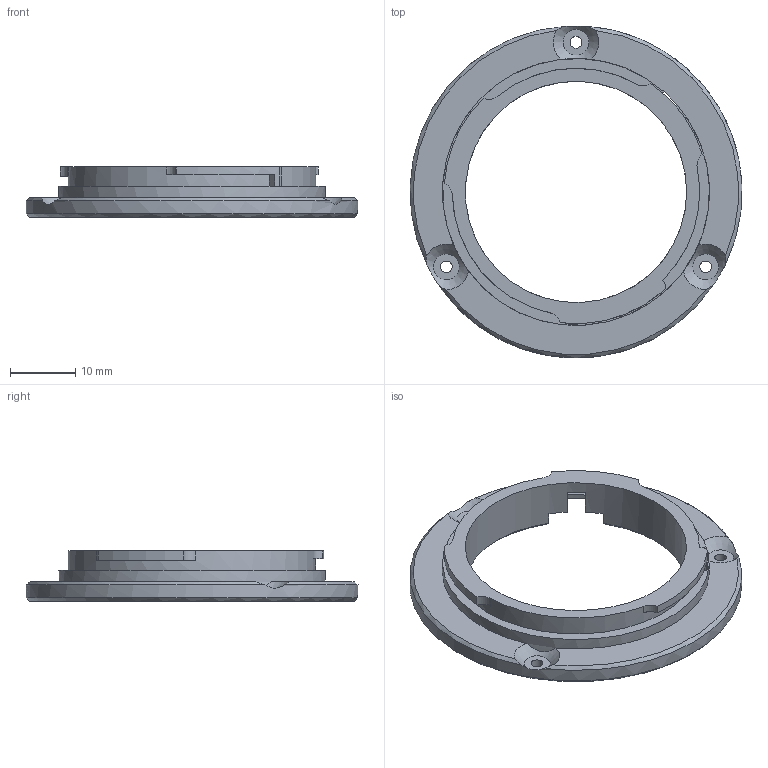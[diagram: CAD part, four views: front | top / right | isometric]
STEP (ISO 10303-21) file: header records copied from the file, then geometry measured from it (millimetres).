
FILE_DESCRIPTION(/* description */ ('Unknown'),/* implementation_level */ '2;1');
FILE_NAME(/* name */ 'sigma30mm_PENF_mainBody_flangeUpper',/* time_stamp */ '2025-03-03T16:03:25-10:00',/* author */ ('Unknown'),/* organization */ ('Unknown'),/* preprocessor_version */ 'ST-DEVELOPER v18.1',/* originating_system */ 'Solid Edge',/* authorisation */ 'Unknown');
FILE_SCHEMA (('AUTOMOTIVE_DESIGN {1 0 10303 214 3 1 1}'));
Length unit declared in the file: millimetre
Products named in the file (2): sigma30mm_PENF; sigma30mm_PENF_mainBody_flangeUpper
Assembly tree (1 placements, depth 2):
  sigma30mm_PENF
    sigma30mm_PENF_mainBody_flangeUpper
Bounding box: 50.97 x 51 x 7.75 mm (x, y, z)
Volume: 4440.8 mm3; surface area: 4242 mm2
Topology: 1 solids, 1 shells, 80 faces, 225 edges, 144 vertices
Faces by surface type: plane 42, cylinder 25, cone 12, sphere 1
Full cylindrical faces by diameter (mm): 1.8 x3, 34 x1, 51 x1
Entity records: 2586 total; most frequent: CARTESIAN_POINT 500, DIRECTION 441, ORIENTED_EDGE 418, EDGE_CURVE 209, AXIS2_PLACEMENT_3D 170, VERTEX_POINT 137, LINE 101, VECTOR 101
